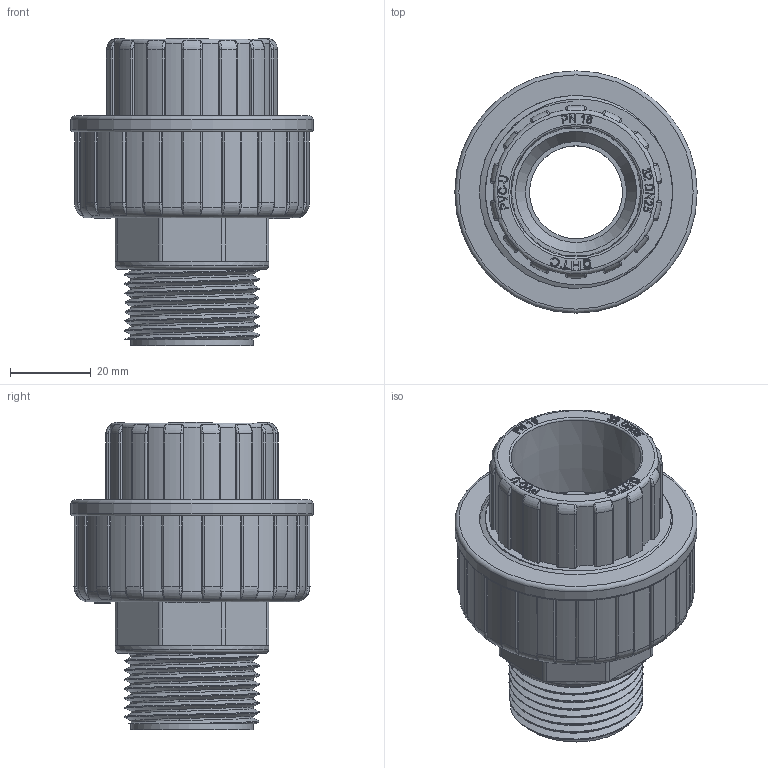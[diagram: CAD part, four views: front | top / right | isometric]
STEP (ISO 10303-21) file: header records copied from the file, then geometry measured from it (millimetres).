
FILE_DESCRIPTION(/* description */ (''),/* implementation_level */ '2;1');
FILE_NAME(/* name */ '32外螺V型活接.stp',/* time_stamp */ '2025-04-03T11:20:21+08:00',/* author */ (''),/* organization */ (''),/* preprocessor_version */ 'ST-DEVELOPER v16.7',/* originating_system */ 'SIEMENS PLM Software NX 12.0',/* authorisation */ '');
FILE_SCHEMA (('AUTOMOTIVE_DESIGN { 1 0 10303 214 3 1 1 1 }'));
Length unit declared in the file: millimetre
Products named in the file (1): Admi1B74C15C4bqd
Bounding box: 60 x 60 x 76.25 mm (x, y, z)
Volume: 51688.3 mm3; surface area: 38052.7 mm2
Topology: 3 solids, 4 shells, 887 faces, 2375 edges, 1558 vertices
Faces by surface type: plane 354, extrusion 229, cylinder 187, bspline 73, torus 42, cone 2
Full cylindrical faces by diameter (mm): 1.275 x1, 1.701 x1, 1.962 x1, 2.616 x1, 23 x1, 25 x1, 25.9 x1, 30.291 x8, 31 x2, 38 x3, 40.9 x1, 41.1 x1, 44 x1, 44.845 x6, 47.803 x7, 60 x1
Entity records: 38086 total; most frequent: CARTESIAN_POINT 18778, ORIENTED_EDGE 4536, DIRECTION 2894, EDGE_CURVE 2268, VERTEX_POINT 1503, B_SPLINE_CURVE_WITH_KNOTS 1354, VECTOR 982, EDGE_LOOP 969
